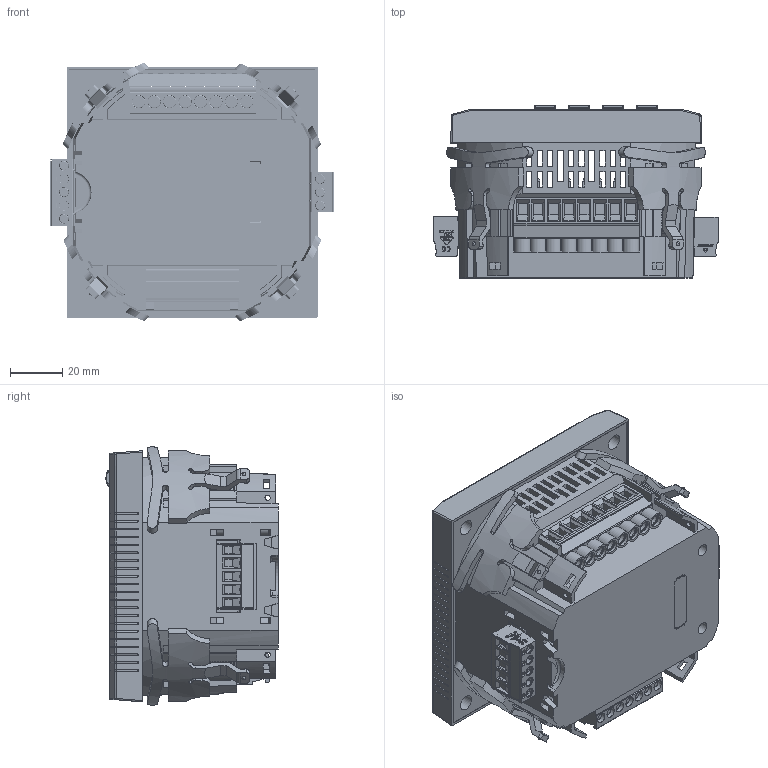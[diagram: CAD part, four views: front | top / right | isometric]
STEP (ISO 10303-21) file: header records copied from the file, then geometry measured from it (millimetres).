
FILE_DESCRIPTION(/* description */ (''),/* implementation_level */ '2;1');
FILE_NAME(/* name */ 'Acuvim II-D-customer version.step',/* time_stamp */ '2025-05-14T10:30:46-04:00',/* author */ (''),/* organization */ (''),/* preprocessor_version */ 'ST-DEVELOPER v20.1',/* originating_system */ 'Autodesk Translation Framework v14.4.0.0',/* authorisation */ '');
FILE_SCHEMA (('AUTOMOTIVE_DESIGN { 1 0 10303 214 3 1 1 }'));
Products named in the file (36): (Unsaved); SK_AF0; YJ_AF0_ASM; GAI_AF0; GAI; BL_AF0; ZP-XK_AF0_ASM; XK_AF1; B2_AF1_ASM; 1757255_AF1; 1757271_AF1; 1792294_AF1; KAZI_AF6; KAZI_AF7; XG_AF1; KAZI_AF4; KAZI_AF5; 2EDGK-5_08-03P-23-1000A_H_1_AF1_ASM; 2EDGK-5_08-03P-23-1000A_H__AF1_ASM; MANIFOLD_SOLID_BREP_245-342_AF1; MANIFOLD_SOLID_BREP_34271_AF1; MANIFOLD_SOLID_BREP_245-34272; MANIFOLD_SOLID_BREP_34273; MANIFOLD_SOLID_BREP_34274; MANIFOLD_SOLID_BREP_34275_AF1; MANIFOLD_SOLID_BREP_34276; MANIFOLD_SOLID_BREP_34277; MANIFOLD_SOLID_BREP_245-34278; ___9_AF1; ___1_AF1; MANIFOLD_SOLID_BREP_34281_AF1; ASM0121_AF0_ASM; PRT0041_AF0; ZP_ASM; Configuration 1; rs485 v1
Assembly tree (37 placements, depth 5):
  (Unsaved)
    SK_AF0
    YJ_AF0_ASM
      GAI  x3
      GAI_AF0
    BL_AF0
    ZP-XK_AF0_ASM
      XK_AF1
      B2_AF1_ASM
        1757255_AF1
        1757271_AF1
      1792294_AF1
      KAZI_AF6
      KAZI_AF7
      XG_AF1
      KAZI_AF4
      KAZI_AF5
      2EDGK-5_08-03P-23-1000A_H_1_AF1_ASM
        2EDGK-5_08-03P-23-1000A_H__AF1_ASM
          MANIFOLD_SOLID_BREP_245-342_AF1
          MANIFOLD_SOLID_BREP_34271_AF1
          MANIFOLD_SOLID_BREP_245-34272
          MANIFOLD_SOLID_BREP_34273
          MANIFOLD_SOLID_BREP_34274
          MANIFOLD_SOLID_BREP_34275_AF1
          MANIFOLD_SOLID_BREP_34276
          MANIFOLD_SOLID_BREP_34277
          MANIFOLD_SOLID_BREP_245-34278
          ___9_AF1
          ___1_AF1
          MANIFOLD_SOLID_BREP_34281_AF1
    ASM0121_AF0_ASM
      PRT0041_AF0
    ZP_ASM
      Configuration 1
        rs485 v1
Bounding box: 108.59 x 65.78 x 98.75 mm (x, y, z)
Volume: 121462 mm3; surface area: 126914.9 mm2
Topology: 39 solids, 41 shells, 7160 faces, 19594 edges, 12770 vertices
Faces by surface type: plane 5693, cylinder 1046, torus 126, sphere 109, cone 98, bspline 88
Full cylindrical faces by diameter (mm): 0.434 x2, 0.457 x1, 1 x18, 1.2 x4, 1.4 x23, 2 x5, 2.2 x3, 2.459 x3, 2.8 x12, 2.9 x3, 3 x8, 3.1 x5, 3.2 x4, 3.783 x7, 3.85 x5, 3.95 x3, 4 x7, 4.7 x12, 4.9 x8, 5 x8, 5.1 x16, 6 x4, 8.5 x4
Entity records: 231558 total; most frequent: CARTESIAN_POINT 50419, ORIENTED_EDGE 38738, DIRECTION 35550, EDGE_CURVE 19369, LINE 14624, VECTOR 14624, VERTEX_POINT 12670, AXIS2_PLACEMENT_3D 10463
